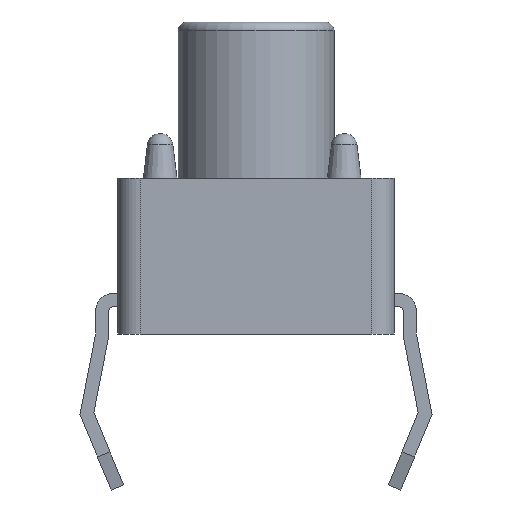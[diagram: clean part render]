
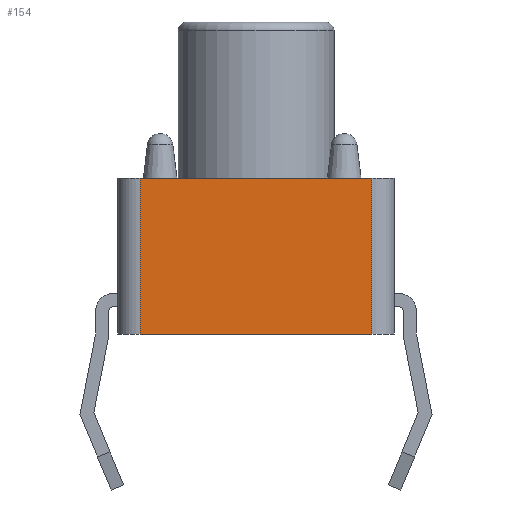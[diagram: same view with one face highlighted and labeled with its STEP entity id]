
A CAD part, front view. The second image highlights one B-rep face of the part: STEP entity #154.
In plain terms, the highlighted planar face has unit normal (0, -1, 0).
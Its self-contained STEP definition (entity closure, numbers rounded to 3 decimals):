
#106 = EDGE_LOOP ( 'NONE', ( #551, #552, #603, #624 ) ) ;
#154 = ADVANCED_FACE ( 'NONE', ( #1487 ), #1451, .F. ) ;
#374 = VERTEX_POINT ( 'NONE', #1871 ) ;
#375 = VERTEX_POINT ( 'NONE', #1870 ) ;
#380 = EDGE_CURVE ( 'NONE', #374, #375, #1864, .T. ) ;
#551 = ORIENTED_EDGE ( 'NONE', *, *, #586, .T. ) ;
#552 = ORIENTED_EDGE ( 'NONE', *, *, #553, .T. ) ;
#553 = EDGE_CURVE ( 'NONE', #585, #375, #2311, .T. ) ;
#585 = VERTEX_POINT ( 'NONE', #2589 ) ;
#586 = EDGE_CURVE ( 'NONE', #602, #585, #2533, .T. ) ;
#602 = VERTEX_POINT ( 'NONE', #2506 ) ;
#603 = ORIENTED_EDGE ( 'NONE', *, *, #380, .F. ) ;
#624 = ORIENTED_EDGE ( 'NONE', *, *, #625, .T. ) ;
#625 = EDGE_CURVE ( 'NONE', #374, #602, #2572, .T. ) ;
#1447 = DIRECTION ( 'NONE',  ( 0., 0., 1. ) ) ;
#1448 = DIRECTION ( 'NONE',  ( 0., 1., 0. ) ) ;
#1449 = CARTESIAN_POINT ( 'NONE',  ( -3.1, -3.1, 3.5 ) ) ;
#1450 = AXIS2_PLACEMENT_3D ( 'NONE', #1449, #1448, #1447 ) ;
#1451 = PLANE ( 'NONE',  #1450 ) ;
#1487 = FACE_OUTER_BOUND ( 'NONE', #106, .T. ) ;
#1862 = VECTOR ( 'NONE', #1963, 1000. ) ;
#1863 = CARTESIAN_POINT ( 'NONE',  ( -3.1, -3.1, 3.5 ) ) ;
#1864 = LINE ( 'NONE', #1863, #1862 ) ;
#1870 = CARTESIAN_POINT ( 'NONE',  ( 2.6, -3.1, 3.5 ) ) ;
#1871 = CARTESIAN_POINT ( 'NONE',  ( -2.6, -3.1, 3.5 ) ) ;
#1963 = DIRECTION ( 'NONE',  ( 1., 0., 0. ) ) ;
#2304 = DIRECTION ( 'NONE',  ( 0., 0., 1. ) ) ;
#2305 = VECTOR ( 'NONE', #2304, 1000. ) ;
#2306 = CARTESIAN_POINT ( 'NONE',  ( 2.6, -3.1, 3.5 ) ) ;
#2311 = LINE ( 'NONE', #2306, #2305 ) ;
#2506 = CARTESIAN_POINT ( 'NONE',  ( -2.6, -3.1, 0. ) ) ;
#2530 = DIRECTION ( 'NONE',  ( 1., 0., 0. ) ) ;
#2531 = VECTOR ( 'NONE', #2530, 1000. ) ;
#2532 = CARTESIAN_POINT ( 'NONE',  ( -3.1, -3.1, 0. ) ) ;
#2533 = LINE ( 'NONE', #2532, #2531 ) ;
#2569 = DIRECTION ( 'NONE',  ( 0., 0., -1. ) ) ;
#2570 = VECTOR ( 'NONE', #2569, 1000. ) ;
#2571 = CARTESIAN_POINT ( 'NONE',  ( -2.6, -3.1, 3.5 ) ) ;
#2572 = LINE ( 'NONE', #2571, #2570 ) ;
#2589 = CARTESIAN_POINT ( 'NONE',  ( 2.6, -3.1, 0. ) ) ;
